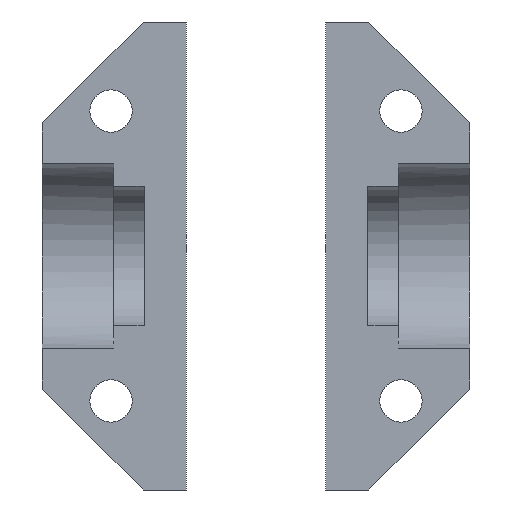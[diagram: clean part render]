
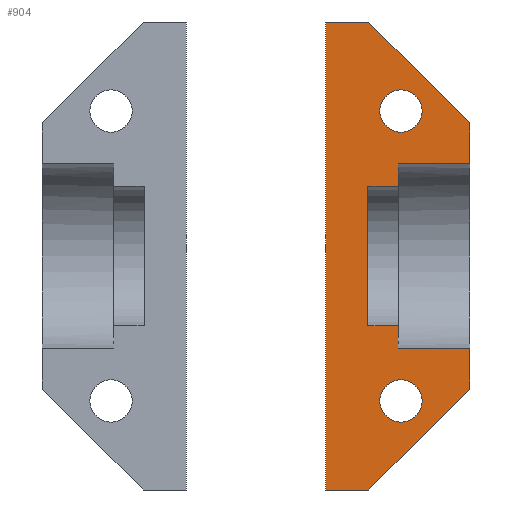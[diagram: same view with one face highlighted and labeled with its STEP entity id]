
A CAD part, front view. The second image highlights one B-rep face of the part: STEP entity #904.
In plain terms, the highlighted planar face has unit normal (0, -1, 0).
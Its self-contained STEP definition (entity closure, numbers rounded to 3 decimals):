
#27=FACE_BOUND('',#143,.T.);
#28=FACE_BOUND('',#144,.T.);
#50=PLANE('',#983);
#92=FACE_OUTER_BOUND('',#142,.T.);
#142=EDGE_LOOP('',(#725,#726,#727,#728,#729,#730,#731,#732,#733,#734,#735,
#736,#737,#738));
#143=EDGE_LOOP('',(#739));
#144=EDGE_LOOP('',(#740));
#189=LINE('',#1338,#289);
#191=LINE('',#1344,#291);
#195=LINE('',#1353,#295);
#196=LINE('',#1356,#296);
#202=LINE('',#1373,#302);
#206=LINE('',#1382,#306);
#207=LINE('',#1384,#307);
#211=LINE('',#1397,#311);
#213=LINE('',#1401,#313);
#215=LINE('',#1405,#315);
#217=LINE('',#1409,#317);
#220=LINE('',#1414,#320);
#221=LINE('',#1416,#321);
#222=LINE('',#1417,#322);
#289=VECTOR('',#1072,10.);
#291=VECTOR('',#1076,10.);
#295=VECTOR('',#1084,10.);
#296=VECTOR('',#1087,10.);
#302=VECTOR('',#1105,10.);
#306=VECTOR('',#1115,10.);
#307=VECTOR('',#1118,10.);
#311=VECTOR('',#1132,10.);
#313=VECTOR('',#1136,10.);
#315=VECTOR('',#1140,10.);
#317=VECTOR('',#1144,10.);
#320=VECTOR('',#1149,10.);
#321=VECTOR('',#1152,10.);
#322=VECTOR('',#1153,10.);
#385=CIRCLE('',#974,1.25);
#386=CIRCLE('',#976,1.25);
#417=VERTEX_POINT('',#1331);
#420=VERTEX_POINT('',#1336);
#422=VERTEX_POINT('',#1341);
#423=VERTEX_POINT('',#1343);
#426=VERTEX_POINT('',#1351);
#427=VERTEX_POINT('',#1355);
#432=VERTEX_POINT('',#1371);
#434=VERTEX_POINT('',#1380);
#435=VERTEX_POINT('',#1386);
#436=VERTEX_POINT('',#1390);
#437=VERTEX_POINT('',#1394);
#438=VERTEX_POINT('',#1396);
#439=VERTEX_POINT('',#1400);
#440=VERTEX_POINT('',#1404);
#441=VERTEX_POINT('',#1408);
#442=VERTEX_POINT('',#1412);
#508=EDGE_CURVE('',#417,#420,#189,.T.);
#510=EDGE_CURVE('',#423,#422,#191,.T.);
#515=EDGE_CURVE('',#420,#426,#195,.T.);
#516=EDGE_CURVE('',#427,#423,#196,.T.);
#525=EDGE_CURVE('',#422,#432,#202,.T.);
#530=EDGE_CURVE('',#434,#417,#206,.T.);
#531=EDGE_CURVE('',#432,#434,#207,.T.);
#533=EDGE_CURVE('',#435,#435,#385,.T.);
#535=EDGE_CURVE('',#436,#436,#386,.T.);
#537=EDGE_CURVE('',#438,#437,#211,.T.);
#539=EDGE_CURVE('',#437,#439,#213,.T.);
#541=EDGE_CURVE('',#439,#440,#215,.T.);
#543=EDGE_CURVE('',#441,#440,#217,.T.);
#546=EDGE_CURVE('',#441,#442,#220,.T.);
#547=EDGE_CURVE('',#438,#426,#221,.T.);
#548=EDGE_CURVE('',#427,#442,#222,.T.);
#725=ORIENTED_EDGE('',*,*,#510,.T.);
#726=ORIENTED_EDGE('',*,*,#525,.T.);
#727=ORIENTED_EDGE('',*,*,#531,.T.);
#728=ORIENTED_EDGE('',*,*,#530,.T.);
#729=ORIENTED_EDGE('',*,*,#508,.T.);
#730=ORIENTED_EDGE('',*,*,#515,.T.);
#731=ORIENTED_EDGE('',*,*,#547,.F.);
#732=ORIENTED_EDGE('',*,*,#537,.T.);
#733=ORIENTED_EDGE('',*,*,#539,.T.);
#734=ORIENTED_EDGE('',*,*,#541,.T.);
#735=ORIENTED_EDGE('',*,*,#543,.F.);
#736=ORIENTED_EDGE('',*,*,#546,.T.);
#737=ORIENTED_EDGE('',*,*,#548,.F.);
#738=ORIENTED_EDGE('',*,*,#516,.T.);
#739=ORIENTED_EDGE('',*,*,#535,.F.);
#740=ORIENTED_EDGE('',*,*,#533,.F.);
#904=ADVANCED_FACE('',(#92,#27,#28),#50,.F.);
#974=AXIS2_PLACEMENT_3D('',#1388,#1122,#1123);
#976=AXIS2_PLACEMENT_3D('',#1392,#1127,#1128);
#983=AXIS2_PLACEMENT_3D('',#1418,#1154,#1155);
#1072=DIRECTION('',(0.,0.,1.));
#1076=DIRECTION('',(0.,0.,1.));
#1084=DIRECTION('',(1.,0.,0.));
#1087=DIRECTION('',(-1.,0.,0.));
#1105=DIRECTION('',(-1.,0.,0.));
#1115=DIRECTION('',(1.,0.,0.));
#1118=DIRECTION('',(0.,0.,1.));
#1122=DIRECTION('center_axis',(0.,-1.,0.));
#1123=DIRECTION('ref_axis',(1.,0.,0.));
#1127=DIRECTION('center_axis',(0.,-1.,0.));
#1128=DIRECTION('ref_axis',(1.,0.,0.));
#1132=DIRECTION('',(-0.707,0.,0.707));
#1136=DIRECTION('',(-1.,0.,0.));
#1140=DIRECTION('',(0.,0.,-1.));
#1144=DIRECTION('',(-1.,0.,0.));
#1149=DIRECTION('',(0.707,0.,0.707));
#1152=DIRECTION('',(0.,0.,-1.));
#1153=DIRECTION('',(0.,0.,-1.));
#1154=DIRECTION('center_axis',(0.,1.,0.));
#1155=DIRECTION('ref_axis',(1.,0.,0.));
#1331=CARTESIAN_POINT('',(8.4,13.,4.1));
#1336=CARTESIAN_POINT('',(8.4,13.,5.45));
#1338=CARTESIAN_POINT('',(8.4,13.,0.));
#1341=CARTESIAN_POINT('',(8.4,13.,-4.1));
#1343=CARTESIAN_POINT('',(8.4,13.,-5.45));
#1344=CARTESIAN_POINT('',(8.4,13.,0.));
#1351=CARTESIAN_POINT('',(12.6,13.,5.45));
#1353=CARTESIAN_POINT('',(7.475,13.,5.45));
#1355=CARTESIAN_POINT('',(12.6,13.,-5.45));
#1356=CARTESIAN_POINT('',(7.475,13.,-5.45));
#1371=CARTESIAN_POINT('',(6.6,13.,-4.1));
#1373=CARTESIAN_POINT('',(7.475,13.,-4.1));
#1380=CARTESIAN_POINT('',(6.6,13.,4.1));
#1382=CARTESIAN_POINT('',(7.475,13.,4.1));
#1384=CARTESIAN_POINT('',(6.6,13.,0.));
#1386=CARTESIAN_POINT('',(7.3,13.,-8.55));
#1388=CARTESIAN_POINT('Origin',(8.55,13.,-8.55));
#1390=CARTESIAN_POINT('',(7.3,13.,8.55));
#1392=CARTESIAN_POINT('Origin',(8.55,13.,8.55));
#1394=CARTESIAN_POINT('',(6.652,13.,13.802));
#1396=CARTESIAN_POINT('',(12.6,13.,7.854));
#1397=CARTESIAN_POINT('',(12.6,13.,7.854));
#1400=CARTESIAN_POINT('',(4.1,13.,13.802));
#1401=CARTESIAN_POINT('',(6.652,13.,13.802));
#1404=CARTESIAN_POINT('',(4.1,13.,-13.802));
#1405=CARTESIAN_POINT('',(4.1,13.,13.802));
#1408=CARTESIAN_POINT('',(6.652,13.,-13.802));
#1409=CARTESIAN_POINT('',(6.652,13.,-13.802));
#1412=CARTESIAN_POINT('',(12.6,13.,-7.854));
#1414=CARTESIAN_POINT('',(6.652,13.,-13.802));
#1416=CARTESIAN_POINT('',(12.6,13.,7.854));
#1417=CARTESIAN_POINT('',(12.6,13.,7.854));
#1418=CARTESIAN_POINT('Origin',(8.35,13.,0.));
